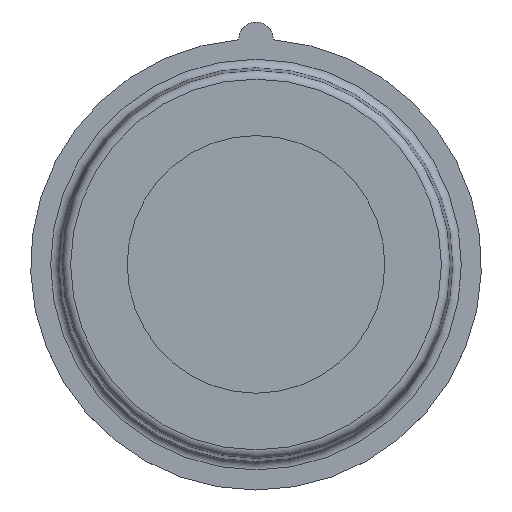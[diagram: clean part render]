
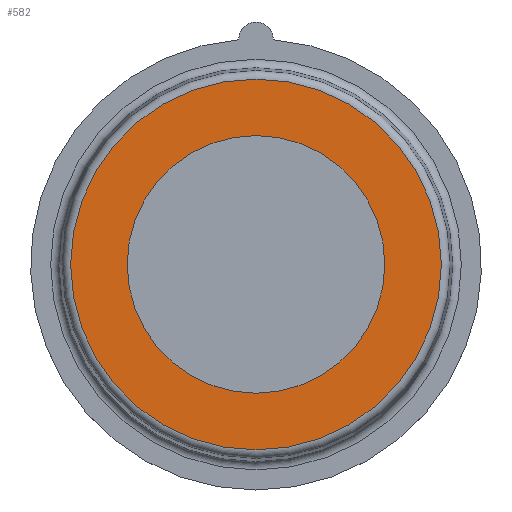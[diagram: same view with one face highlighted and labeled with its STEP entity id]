
A CAD part, top view. The second image highlights one B-rep face of the part: STEP entity #582.
In plain terms, the highlighted planar face has unit normal (0, 0, 1).
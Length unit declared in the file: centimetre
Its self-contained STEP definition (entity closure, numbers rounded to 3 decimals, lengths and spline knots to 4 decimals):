
#135=CIRCLE('',#635,1.0793);
#136=CIRCLE('',#637,0.675);
#184=VERTEX_POINT('',#906);
#185=VERTEX_POINT('',#909);
#329=EDGE_CURVE('',#184,#184,#135,.T.);
#330=EDGE_CURVE('',#185,#185,#136,.T.);
#450=ORIENTED_EDGE('',*,*,#330,.T.);
#451=ORIENTED_EDGE('',*,*,#329,.F.);
#504=EDGE_LOOP('',(#450));
#505=EDGE_LOOP('',(#451));
#546=FACE_BOUND('',#504,.T.);
#547=FACE_BOUND('',#505,.T.);
#582=ADVANCED_FACE('',(#546,#547),#945,.T.);
#635=AXIS2_PLACEMENT_3D('',#905,#754,#755);
#636=AXIS2_PLACEMENT_3D('',#907,#756,$);
#637=AXIS2_PLACEMENT_3D('',#908,#757,#758);
#754=DIRECTION('',(0.,0.,-1.));
#755=DIRECTION('',(-1.079,0.,0.));
#756=DIRECTION('',(0.,0.,1.));
#757=DIRECTION('',(0.,0.,-1.));
#758=DIRECTION('',(0.675,0.,0.));
#905=CARTESIAN_POINT('',(0.,0.,0.75));
#906=CARTESIAN_POINT('',(1.0793,0.,0.75));
#907=CARTESIAN_POINT('',(0.,0.,0.75));
#908=CARTESIAN_POINT('',(0.,0.,0.75));
#909=CARTESIAN_POINT('',(0.675,0.,0.75));
#945=PLANE('',#636);
